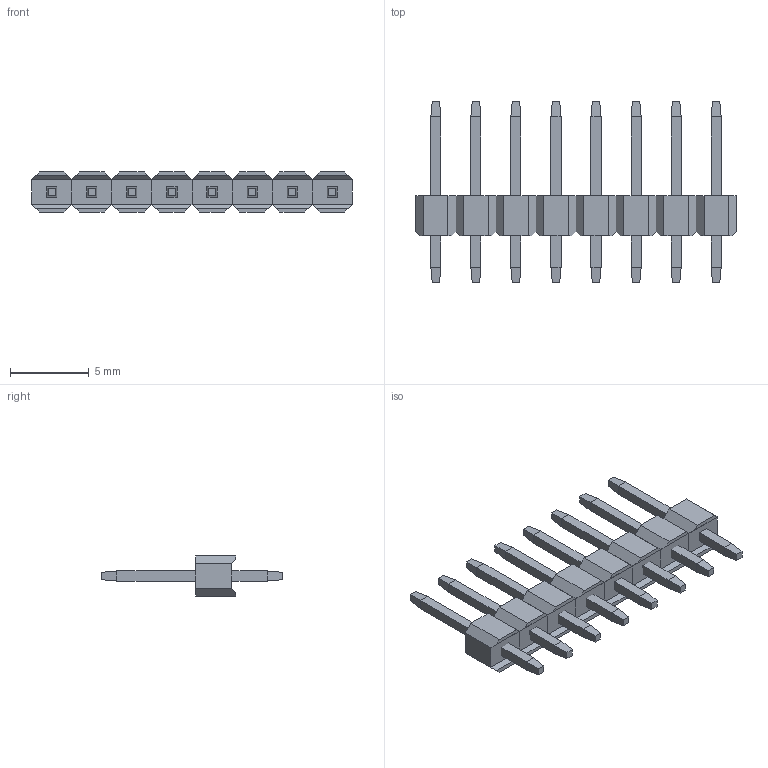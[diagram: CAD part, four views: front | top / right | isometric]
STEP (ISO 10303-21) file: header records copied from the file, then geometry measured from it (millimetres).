
FILE_DESCRIPTION (( 'STEP AP214' ), '1' );
FILE_NAME ('Header_Male_2.54_1x2_2211S-08G.STEP', '2018-06-21T17:24:43', ( '' ), ( '' ), 'SwSTEP 2.0', 'SolidWorks 2018', '' );
FILE_SCHEMA (( 'AUTOMOTIVE_DESIGN' ));
Length unit declared in the file: millimetre
Products named in the file (1): Header_Male_2.54_1x2_2211S-08G
Bounding box: 20.32 x 11.54 x 2.54 mm (x, y, z)
Volume: 140.6 mm3; surface area: 469 mm2
Topology: 24 solids, 24 shells, 272 faces, 576 edges, 352 vertices
Faces by surface type: plane 272
Entity records: 9871 total; most frequent: CARTESIAN_POINT 1201, ORIENTED_EDGE 1152, DIRECTION 1122, VECTOR 576, LINE 576, EDGE_CURVE 576, VERTEX_POINT 352, AXIS2_PLACEMENT_3D 273
